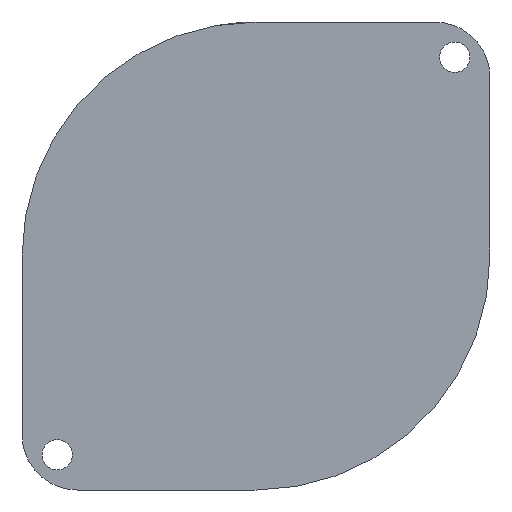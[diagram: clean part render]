
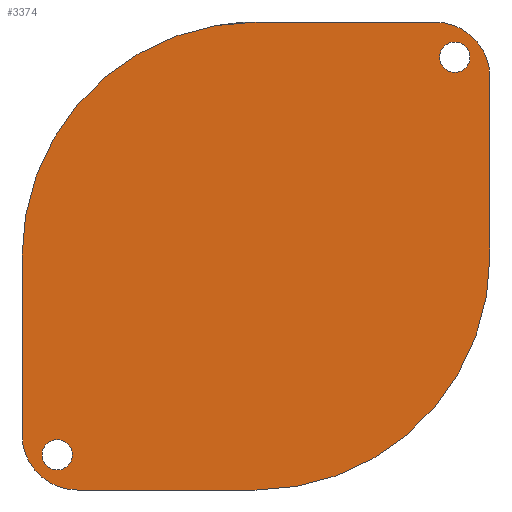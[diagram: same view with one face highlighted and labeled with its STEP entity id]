
A CAD part, front view. The second image highlights one B-rep face of the part: STEP entity #3374.
In plain terms, the highlighted planar face has unit normal (0, -1, 0).
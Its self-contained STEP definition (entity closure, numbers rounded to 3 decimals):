
#2 = VERTEX_POINT ( 'NONE', #3624 ) ;
#73 = AXIS2_PLACEMENT_3D ( 'NONE', #3693, #802, #1797 ) ;
#85 = VERTEX_POINT ( 'NONE', #2242 ) ;
#88 = EDGE_CURVE ( 'NONE', #621, #3794, #1772, .T. ) ;
#113 = DIRECTION ( 'NONE',  ( 0., 1., 0. ) ) ;
#127 = CARTESIAN_POINT ( 'NONE',  ( -32.25, 0., -42.25 ) ) ;
#139 = CIRCLE ( 'NONE', #73, 42.25 ) ;
#193 = CARTESIAN_POINT ( 'NONE',  ( -42.25, 0., -42.25 ) ) ;
#194 = CARTESIAN_POINT ( 'NONE',  ( 32.25, 0., 32.25 ) ) ;
#218 = VECTOR ( 'NONE', #2107, 1000. ) ;
#278 = DIRECTION ( 'NONE',  ( 0., -1., 0. ) ) ;
#304 = DIRECTION ( 'NONE',  ( 0., 1., 0. ) ) ;
#423 = CIRCLE ( 'NONE', #1227, 2.75 ) ;
#428 = VERTEX_POINT ( 'NONE', #1148 ) ;
#471 = LINE ( 'NONE', #3339, #1947 ) ;
#522 = VERTEX_POINT ( 'NONE', #1269 ) ;
#534 = EDGE_CURVE ( 'NONE', #1513, #3018, #423, .T. ) ;
#576 = ORIENTED_EDGE ( 'NONE', *, *, #88, .T. ) ;
#621 = VERTEX_POINT ( 'NONE', #3157 ) ;
#644 = DIRECTION ( 'NONE',  ( 0., 0., 1. ) ) ;
#657 = CIRCLE ( 'NONE', #3530, 10. ) ;
#681 = CIRCLE ( 'NONE', #3216, 2.75 ) ;
#692 = DIRECTION ( 'NONE',  ( 0., 1., 0. ) ) ;
#710 = AXIS2_PLACEMENT_3D ( 'NONE', #3196, #1307, #3779 ) ;
#738 = LINE ( 'NONE', #2368, #944 ) ;
#747 = CARTESIAN_POINT ( 'NONE',  ( -35.886, 0., -33.136 ) ) ;
#765 = EDGE_CURVE ( 'NONE', #85, #522, #471, .T. ) ;
#802 = DIRECTION ( 'NONE',  ( 0., 1., 0. ) ) ;
#813 = EDGE_CURVE ( 'NONE', #621, #2, #4109, .T. ) ;
#821 = CARTESIAN_POINT ( 'NONE',  ( 32.25, 0., 42.25 ) ) ;
#830 = ORIENTED_EDGE ( 'NONE', *, *, #765, .F. ) ;
#929 = CARTESIAN_POINT ( 'NONE',  ( 35.886, 0., 35.886 ) ) ;
#937 = ORIENTED_EDGE ( 'NONE', *, *, #1057, .T. ) ;
#944 = VECTOR ( 'NONE', #1774, 1000. ) ;
#1007 = EDGE_CURVE ( 'NONE', #2, #428, #2700, .T. ) ;
#1053 = FACE_OUTER_BOUND ( 'NONE', #2727, .T. ) ;
#1057 = EDGE_CURVE ( 'NONE', #2572, #3778, #2225, .T. ) ;
#1148 = CARTESIAN_POINT ( 'NONE',  ( 0., 0., 42.25 ) ) ;
#1215 = LINE ( 'NONE', #3708, #218 ) ;
#1227 = AXIS2_PLACEMENT_3D ( 'NONE', #929, #304, #3219 ) ;
#1234 = EDGE_CURVE ( 'NONE', #3018, #1513, #2889, .T. ) ;
#1237 = DIRECTION ( 'NONE',  ( 0., 0., 1. ) ) ;
#1269 = CARTESIAN_POINT ( 'NONE',  ( 42.25, 0., 0. ) ) ;
#1307 = DIRECTION ( 'NONE',  ( 0., -1., 0. ) ) ;
#1424 = FACE_BOUND ( 'NONE', #1645, .T. ) ;
#1513 = VERTEX_POINT ( 'NONE', #3044 ) ;
#1553 = ORIENTED_EDGE ( 'NONE', *, *, #1234, .T. ) ;
#1645 = EDGE_LOOP ( 'NONE', ( #937, #2612 ) ) ;
#1650 = EDGE_CURVE ( 'NONE', #85, #1777, #657, .T. ) ;
#1691 = AXIS2_PLACEMENT_3D ( 'NONE', #2000, #3291, #3036 ) ;
#1754 = EDGE_CURVE ( 'NONE', #522, #2950, #139, .T. ) ;
#1772 = CIRCLE ( 'NONE', #710, 10. ) ;
#1774 = DIRECTION ( 'NONE',  ( 1., 0., 0. ) ) ;
#1775 = ORIENTED_EDGE ( 'NONE', *, *, #534, .T. ) ;
#1777 = VERTEX_POINT ( 'NONE', #821 ) ;
#1797 = DIRECTION ( 'NONE',  ( 0., 0., 1. ) ) ;
#1846 = ORIENTED_EDGE ( 'NONE', *, *, #1007, .F. ) ;
#1861 = ORIENTED_EDGE ( 'NONE', *, *, #1754, .F. ) ;
#1947 = VECTOR ( 'NONE', #3381, 1000. ) ;
#1977 = DIRECTION ( 'NONE',  ( 0., 1., 0. ) ) ;
#2000 = CARTESIAN_POINT ( 'NONE',  ( 0., 0., 0. ) ) ;
#2011 = AXIS2_PLACEMENT_3D ( 'NONE', #2978, #113, #2346 ) ;
#2107 = DIRECTION ( 'NONE',  ( -1., 0., 0. ) ) ;
#2166 = DIRECTION ( 'NONE',  ( 0., 0., 1. ) ) ;
#2225 = CIRCLE ( 'NONE', #3370, 2.75 ) ;
#2242 = CARTESIAN_POINT ( 'NONE',  ( 42.25, 0., 32.25 ) ) ;
#2250 = EDGE_CURVE ( 'NONE', #3778, #2572, #681, .T. ) ;
#2346 = DIRECTION ( 'NONE',  ( 0., 0., 1. ) ) ;
#2368 = CARTESIAN_POINT ( 'NONE',  ( 0., 0., 42.25 ) ) ;
#2383 = CARTESIAN_POINT ( 'NONE',  ( -35.886, 0., -38.636 ) ) ;
#2388 = CARTESIAN_POINT ( 'NONE',  ( 0., 0., -42.25 ) ) ;
#2428 = VECTOR ( 'NONE', #1237, 1000. ) ;
#2485 = CARTESIAN_POINT ( 'NONE',  ( -35.886, 0., -35.886 ) ) ;
#2502 = EDGE_LOOP ( 'NONE', ( #1553, #1775 ) ) ;
#2528 = CARTESIAN_POINT ( 'NONE',  ( 35.886, 0., 38.636 ) ) ;
#2572 = VERTEX_POINT ( 'NONE', #747 ) ;
#2612 = ORIENTED_EDGE ( 'NONE', *, *, #2250, .T. ) ;
#2633 = CARTESIAN_POINT ( 'NONE',  ( 35.886, 0., 35.886 ) ) ;
#2643 = PLANE ( 'NONE',  #2011 ) ;
#2700 = CIRCLE ( 'NONE', #1691, 42.25 ) ;
#2727 = EDGE_LOOP ( 'NONE', ( #4121, #576, #3785, #1861, #830, #4105, #2908, #1846 ) ) ;
#2867 = EDGE_CURVE ( 'NONE', #428, #1777, #738, .T. ) ;
#2889 = CIRCLE ( 'NONE', #3103, 2.75 ) ;
#2908 = ORIENTED_EDGE ( 'NONE', *, *, #2867, .F. ) ;
#2950 = VERTEX_POINT ( 'NONE', #2388 ) ;
#2978 = CARTESIAN_POINT ( 'NONE',  ( 0., 0., 0. ) ) ;
#3018 = VERTEX_POINT ( 'NONE', #2528 ) ;
#3019 = FACE_BOUND ( 'NONE', #2502, .T. ) ;
#3036 = DIRECTION ( 'NONE',  ( 0., 0., 1. ) ) ;
#3044 = CARTESIAN_POINT ( 'NONE',  ( 35.886, 0., 33.136 ) ) ;
#3103 = AXIS2_PLACEMENT_3D ( 'NONE', #2633, #692, #644 ) ;
#3157 = CARTESIAN_POINT ( 'NONE',  ( -42.25, 0., -32.25 ) ) ;
#3196 = CARTESIAN_POINT ( 'NONE',  ( -32.25, 0., -32.25 ) ) ;
#3216 = AXIS2_PLACEMENT_3D ( 'NONE', #2485, #3767, #2166 ) ;
#3219 = DIRECTION ( 'NONE',  ( 0., 0., 1. ) ) ;
#3291 = DIRECTION ( 'NONE',  ( 0., 1., 0. ) ) ;
#3316 = CARTESIAN_POINT ( 'NONE',  ( -35.886, 0., -35.886 ) ) ;
#3339 = CARTESIAN_POINT ( 'NONE',  ( 42.25, 0., 42.25 ) ) ;
#3370 = AXIS2_PLACEMENT_3D ( 'NONE', #3316, #1977, #3940 ) ;
#3374 = ADVANCED_FACE ( 'NONE', ( #3019, #1424, #1053 ), #2643, .F. ) ;
#3381 = DIRECTION ( 'NONE',  ( 0., 0., -1. ) ) ;
#3423 = EDGE_CURVE ( 'NONE', #2950, #3794, #1215, .T. ) ;
#3530 = AXIS2_PLACEMENT_3D ( 'NONE', #194, #278, #3713 ) ;
#3624 = CARTESIAN_POINT ( 'NONE',  ( -42.25, 0., 0. ) ) ;
#3693 = CARTESIAN_POINT ( 'NONE',  ( 0., 0., 0. ) ) ;
#3708 = CARTESIAN_POINT ( 'NONE',  ( 0., 0., -42.25 ) ) ;
#3713 = DIRECTION ( 'NONE',  ( 0., 0., 1. ) ) ;
#3767 = DIRECTION ( 'NONE',  ( 0., 1., 0. ) ) ;
#3778 = VERTEX_POINT ( 'NONE', #2383 ) ;
#3779 = DIRECTION ( 'NONE',  ( 0., 0., 1. ) ) ;
#3785 = ORIENTED_EDGE ( 'NONE', *, *, #3423, .F. ) ;
#3794 = VERTEX_POINT ( 'NONE', #127 ) ;
#3940 = DIRECTION ( 'NONE',  ( 0., 0., 1. ) ) ;
#4105 = ORIENTED_EDGE ( 'NONE', *, *, #1650, .T. ) ;
#4109 = LINE ( 'NONE', #193, #2428 ) ;
#4121 = ORIENTED_EDGE ( 'NONE', *, *, #813, .F. ) ;
